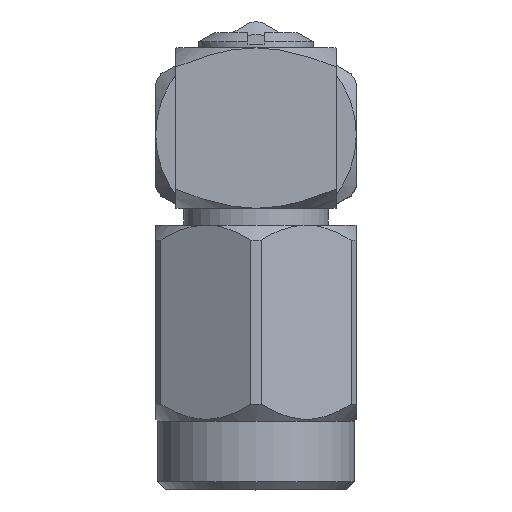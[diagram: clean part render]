
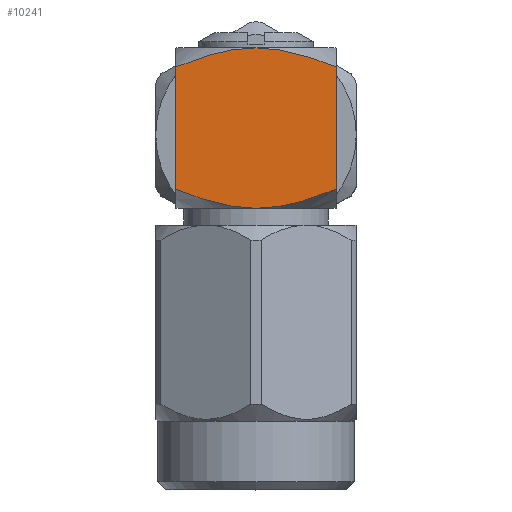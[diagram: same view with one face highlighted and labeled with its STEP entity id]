
A CAD part, top view. The second image highlights one B-rep face of the part: STEP entity #10241.
In plain terms, the highlighted face is planar.
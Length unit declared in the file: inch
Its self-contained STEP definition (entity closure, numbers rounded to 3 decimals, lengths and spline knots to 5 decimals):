
#180 = CARTESIAN_POINT ( 'NONE',  ( 0.09508, 0.1, -0.04278 ) ) ;
#207 = DIRECTION ( 'NONE',  ( -1., 0., 0. ) ) ;
#441 = CARTESIAN_POINT ( 'NONE',  ( -0.07609, 0.1, -0.1 ) ) ;
#450 = CARTESIAN_POINT ( 'NONE',  ( -0.09731, 0.1, 0.03428 ) ) ;
#493 = CARTESIAN_POINT ( 'NONE',  ( 0.07609, 0.1, -0.1 ) ) ;
#1009 = CARTESIAN_POINT ( 'NONE',  ( 0.07609, 0.1, -0.1 ) ) ;
#1164 = CARTESIAN_POINT ( 'NONE',  ( -0.1, 0.1, 0. ) ) ;
#1246 = VERTEX_POINT ( 'NONE', #2397 ) ;
#1591 = VERTEX_POINT ( 'NONE', #2378 ) ;
#1971 = CARTESIAN_POINT ( 'NONE',  ( 0.09731, 0.1, 0.03428 ) ) ;
#2016 = EDGE_LOOP ( 'NONE', ( #3317, #8570, #7800, #11454, #12292, #5235 ) ) ;
#2378 = CARTESIAN_POINT ( 'NONE',  ( 0.1, 0.1, 0. ) ) ;
#2397 = CARTESIAN_POINT ( 'NONE',  ( -0.07609, 0.1, 0.1 ) ) ;
#2453 = CARTESIAN_POINT ( 'NONE',  ( -0.08858, 0.1, 0.06759 ) ) ;
#3115 = CARTESIAN_POINT ( 'NONE',  ( -0.1, 0.1, 0.1 ) ) ;
#3214 = DIRECTION ( 'NONE',  ( 0., -1., 0. ) ) ;
#3221 = CARTESIAN_POINT ( 'NONE',  ( 0.1, 0.1, 0. ) ) ;
#3317 = ORIENTED_EDGE ( 'NONE', *, *, #9215, .F. ) ;
#3384 = CARTESIAN_POINT ( 'NONE',  ( -0.1, 0.1, 0. ) ) ;
#3397 = EDGE_CURVE ( 'NONE', #9136, #9843, #7671, .T. ) ;
#3429 = CARTESIAN_POINT ( 'NONE',  ( -0.09508, 0.1, -0.04278 ) ) ;
#3484 = CARTESIAN_POINT ( 'NONE',  ( -0.1, 0.1, -0.1 ) ) ;
#3654 = EDGE_CURVE ( 'NONE', #8723, #9843, #10935, .T. ) ;
#3901 = CARTESIAN_POINT ( 'NONE',  ( 0.1, 0.1, 0. ) ) ;
#4027 = CARTESIAN_POINT ( 'NONE',  ( 0.08858, 0.1, 0.06759 ) ) ;
#4039 = DIRECTION ( 'NONE',  ( 0., 0., -1. ) ) ;
#4043 = VERTEX_POINT ( 'NONE', #7349 ) ;
#4044 = CARTESIAN_POINT ( 'NONE',  ( 0.0826, 0.1, -0.08404 ) ) ;
#4439 = CARTESIAN_POINT ( 'NONE',  ( -0.0826, 0.1, -0.08404 ) ) ;
#4482 = CARTESIAN_POINT ( 'NONE',  ( -0.1, 0.1, -0.0086 ) ) ;
#5235 = ORIENTED_EDGE ( 'NONE', *, *, #12603, .F. ) ;
#6174 = CARTESIAN_POINT ( 'NONE',  ( 0.08853, 0.1, -0.06772 ) ) ;
#6200 = CARTESIAN_POINT ( 'NONE',  ( 0.07609, 0.1, 0.1 ) ) ;
#6460 = CARTESIAN_POINT ( 'NONE',  ( -0.07609, 0.1, -0.1 ) ) ;
#6898 = CARTESIAN_POINT ( 'NONE',  ( 0.08261, 0.1, 0.08401 ) ) ;
#7129 = PLANE ( 'NONE',  #7499 ) ;
#7184 = CARTESIAN_POINT ( 'NONE',  ( -0.1, 0.1, 0. ) ) ;
#7298 = CARTESIAN_POINT ( 'NONE',  ( -0.09933, 0.1, -0.01733 ) ) ;
#7349 = CARTESIAN_POINT ( 'NONE',  ( 0.07609, 0.1, 0.1 ) ) ;
#7379 = CARTESIAN_POINT ( 'NONE',  ( -0.09687, 0.1, -0.03438 ) ) ;
#7445 = CARTESIAN_POINT ( 'NONE',  ( -0.1, 0.1, 0.01735 ) ) ;
#7499 = AXIS2_PLACEMENT_3D ( 'NONE', #10965, #3214, #4039 ) ;
#7671 = B_SPLINE_CURVE_WITH_KNOTS ( 'NONE', 3,
 ( #3384, #4482, #7298, #7379, #3429, #12394, #4439, #6460 ),
 .UNSPECIFIED., .F., .F.,
 ( 4, 2, 2, 4 ),
 ( 0.00922, 0.00987, 0.01052, 0.01182 ),
 .UNSPECIFIED. ) ;
#7674 = FACE_OUTER_BOUND ( 'NONE', #2016, .T. ) ;
#7800 = ORIENTED_EDGE ( 'NONE', *, *, #3397, .F. ) ;
#7826 = VECTOR ( 'NONE', #207, 39.37008 ) ;
#8015 = B_SPLINE_CURVE_WITH_KNOTS ( 'NONE', 3,
 ( #9903, #12104, #2453, #450, #7445, #7184 ),
 .UNSPECIFIED., .F., .F.,
 ( 4, 2, 4 ),
 ( 0.0066, 0.00791, 0.00922 ),
 .UNSPECIFIED. ) ;
#8171 = CARTESIAN_POINT ( 'NONE',  ( 0.09933, 0.1, -0.01733 ) ) ;
#8325 = VECTOR ( 'NONE', #11419, 39.37008 ) ;
#8570 = ORIENTED_EDGE ( 'NONE', *, *, #3654, .T. ) ;
#8699 = EDGE_CURVE ( 'NONE', #1246, #9136, #8015, .T. ) ;
#8723 = VERTEX_POINT ( 'NONE', #493 ) ;
#9136 = VERTEX_POINT ( 'NONE', #1164 ) ;
#9176 = CARTESIAN_POINT ( 'NONE',  ( 0.09687, 0.1, -0.03438 ) ) ;
#9215 = EDGE_CURVE ( 'NONE', #8723, #1591, #11724, .T. ) ;
#9843 = VERTEX_POINT ( 'NONE', #441 ) ;
#9903 = CARTESIAN_POINT ( 'NONE',  ( -0.07609, 0.1, 0.1 ) ) ;
#10241 = ADVANCED_FACE ( 'NONE', ( #7674 ), #7129, .F. ) ;
#10630 = EDGE_CURVE ( 'NONE', #4043, #1246, #10899, .T. ) ;
#10860 = CARTESIAN_POINT ( 'NONE',  ( 0.1, 0.1, 0.01735 ) ) ;
#10899 = LINE ( 'NONE', #3115, #7826 ) ;
#10935 = LINE ( 'NONE', #3484, #8325 ) ;
#10965 = CARTESIAN_POINT ( 'NONE',  ( -0.1, 0.1, 0.1 ) ) ;
#11102 = CARTESIAN_POINT ( 'NONE',  ( 0.1, 0.1, -0.0086 ) ) ;
#11419 = DIRECTION ( 'NONE',  ( -1., 0., 0. ) ) ;
#11454 = ORIENTED_EDGE ( 'NONE', *, *, #8699, .F. ) ;
#11724 = B_SPLINE_CURVE_WITH_KNOTS ( 'NONE', 3,
 ( #1009, #4044, #6174, #180, #9176, #8171, #11102, #3221 ),
 .UNSPECIFIED., .F., .F.,
 ( 4, 2, 2, 4 ),
 ( 0.00282, 0.00413, 0.00478, 0.00544 ),
 .UNSPECIFIED. ) ;
#12104 = CARTESIAN_POINT ( 'NONE',  ( -0.08261, 0.1, 0.08401 ) ) ;
#12292 = ORIENTED_EDGE ( 'NONE', *, *, #10630, .F. ) ;
#12394 = CARTESIAN_POINT ( 'NONE',  ( -0.08853, 0.1, -0.06772 ) ) ;
#12603 = EDGE_CURVE ( 'NONE', #1591, #4043, #12666, .T. ) ;
#12666 = B_SPLINE_CURVE_WITH_KNOTS ( 'NONE', 3,
 ( #3901, #10860, #1971, #4027, #6898, #6200 ),
 .UNSPECIFIED., .F., .F.,
 ( 4, 2, 4 ),
 ( 0.00544, 0.00677, 0.00809 ),
 .UNSPECIFIED. ) ;
